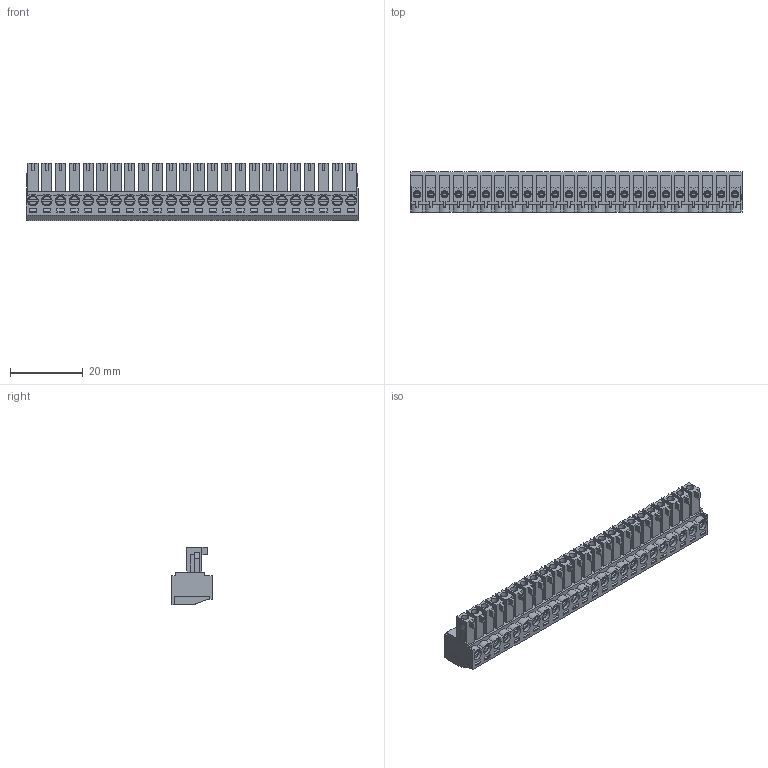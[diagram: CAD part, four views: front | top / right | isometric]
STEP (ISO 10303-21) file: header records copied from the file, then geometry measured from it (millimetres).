
FILE_DESCRIPTION( ( 'Unknown' ), '1' );
FILE_NAME( '691361300024.stp', 'Unknown', ( 'Unknown' ), ( 'Unknown' ), 'PSStep 14.0', 'Unknown', ' ' );
FILE_SCHEMA( ( 'AUTOMOTIVE_DESIGN { 1 0 10303 214 1 1 1 1 }' ) );
Length unit declared in the file: millimetre
Products named in the file (6): Assem1; 6913613000xx_PIN; 6913613000xx_VISSE; 6913613000xx_CAGE; 691361300024; 691361300024_CAPOT
Assembly tree (74 placements, depth 2):
  Assem1
    6913613000xx_PIN  x24
    6913613000xx_VISSE  x24
    6913613000xx_CAGE  x24
    691361300024
    691361300024_CAPOT
Bounding box: 91.44 x 11.1 x 15.8 mm (x, y, z)
Volume: 6664.4 mm3; surface area: 21390.9 mm2
Topology: 74 solids, 74 shells, 3562 faces, 9446 edges, 6174 vertices
Faces by surface type: plane 2770, cylinder 672, torus 72, cone 48
Full cylindrical faces by diameter (mm): 1.35 x24, 1.9 x48, 2 x24, 2.9 x48
Entity records: 69860 total; most frequent: CARTESIAN_POINT 9760, ORIENTED_EDGE 9392, DIRECTION 8760, EDGE_CURVE 4696, LINE 4348, VECTOR 4348, VERTEX_POINT 3158, EDGE_LOOP 2278
